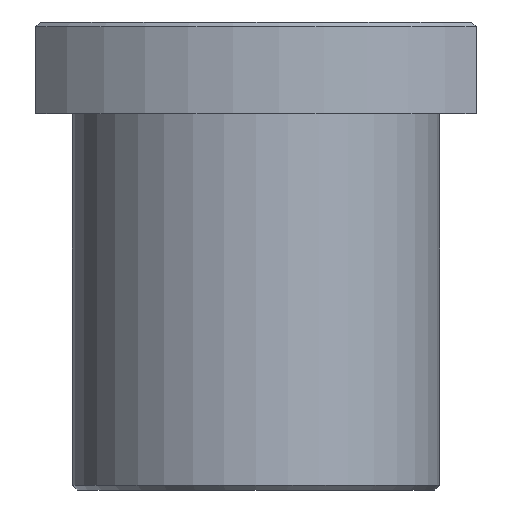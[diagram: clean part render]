
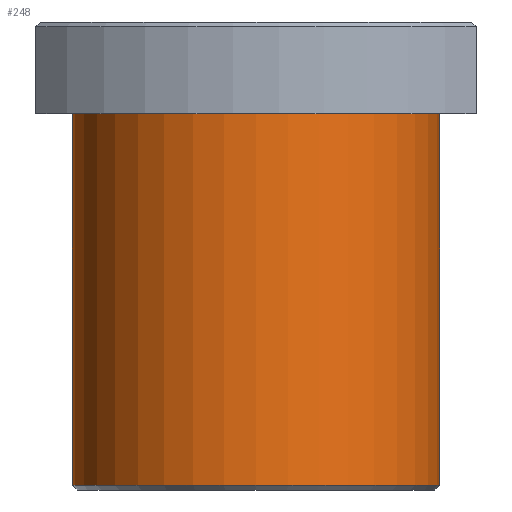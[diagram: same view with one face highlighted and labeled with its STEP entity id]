
A CAD part, front view. The second image highlights one B-rep face of the part: STEP entity #248.
In plain terms, the highlighted cylindrical face has radius 20 mm (diameter 40 mm), a full revolution.
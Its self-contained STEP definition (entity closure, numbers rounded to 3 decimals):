
#82=CYLINDRICAL_SURFACE('',#2537,20.);
#94=CIRCLE('',#2535,20.);
#95=CIRCLE('',#2536,20.);
#248=ADVANCED_FACE('',(#655,#656),#82,.T.);
#655=FACE_BOUND('',#743,.T.);
#656=FACE_BOUND('',#744,.T.);
#743=EDGE_LOOP('',(#1014));
#744=EDGE_LOOP('',(#1015));
#1014=ORIENTED_EDGE('',*,*,#1917,.T.);
#1015=ORIENTED_EDGE('',*,*,#1918,.T.);
#1684=VERTEX_POINT('',#3813);
#1685=VERTEX_POINT('',#3815);
#1917=EDGE_CURVE('',#1684,#1684,#94,.T.);
#1918=EDGE_CURVE('',#1685,#1685,#95,.T.);
#2535=AXIS2_PLACEMENT_3D('',#3812,#2755,#2756);
#2536=AXIS2_PLACEMENT_3D('',#3814,#2757,#2758);
#2537=AXIS2_PLACEMENT_3D('',#3816,#2759,#2760);
#2755=DIRECTION('',(0.,0.,1.));
#2756=DIRECTION('',(1.,0.,0.));
#2757=DIRECTION('',(0.,0.,-1.));
#2758=DIRECTION('',(1.,0.,0.));
#2759=DIRECTION('',(0.,0.,-1.));
#2760=DIRECTION('',(-1.,0.,0.));
#3812=CARTESIAN_POINT('',(0.,0.,-50.5));
#3813=CARTESIAN_POINT('',(20.,0.,-50.5));
#3814=CARTESIAN_POINT('',(0.,0.,-10.));
#3815=CARTESIAN_POINT('',(20.,0.,-10.));
#3816=CARTESIAN_POINT('',(0.,0.,0.));
